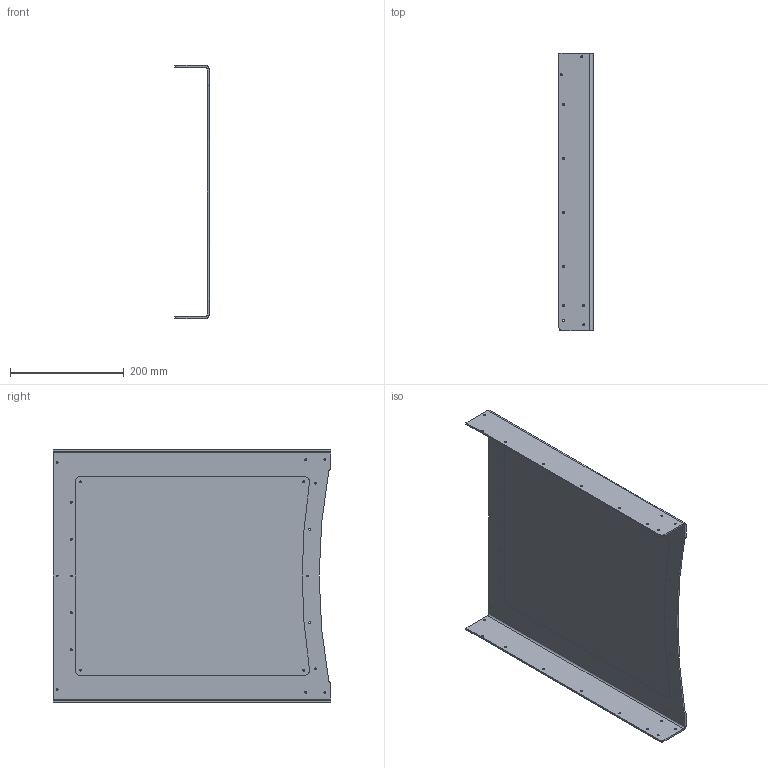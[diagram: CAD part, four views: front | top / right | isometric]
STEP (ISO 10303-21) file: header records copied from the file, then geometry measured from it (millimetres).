
FILE_DESCRIPTION(/* description */ (''),/* implementation_level */ '2;1');
FILE_NAME(/* name */ 'back.stp',/* time_stamp */ '2016-07-14T20:10:51-07:00',/* author */ ('brent'),/* organization */ (''),/* preprocessor_version */ 'ST-DEVELOPER v16.1',/* originating_system */ 'Autodesk Inventor 2016',/* authorisation */ '');
FILE_SCHEMA (('AUTOMOTIVE_DESIGN { 1 0 10303 214 3 1 1 }'));
Length unit declared in the file: inch
Products named in the file (1): frame
Bounding box: 60 x 488 x 445.85 mm (x, y, z)
Volume: 842401.9 mm3; surface area: 548249.2 mm2
Topology: 2 solids, 2 shells, 89 faces, 236 edges, 152 vertices
Faces by surface type: cylinder 61, plane 28
Full cylindrical faces by diameter (mm): 2.9 x1, 3.302 x32, 3.5 x9
Entity records: 2787 total; most frequent: DIRECTION 496, CARTESIAN_POINT 436, ORIENTED_EDGE 388, EDGE_LOOP 216, AXIS2_PLACEMENT_3D 212, EDGE_CURVE 194, VERTEX_POINT 152, FACE_BOUND 127
